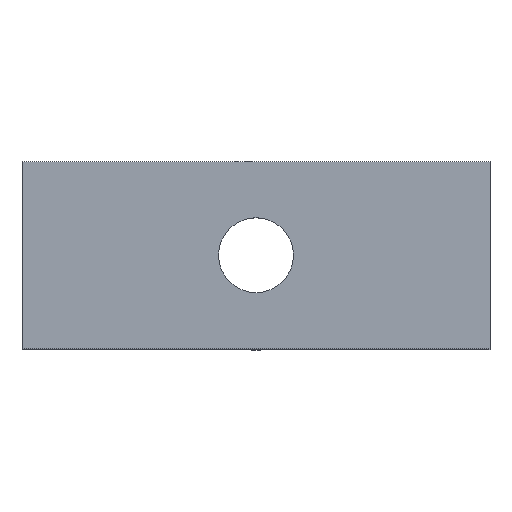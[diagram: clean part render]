
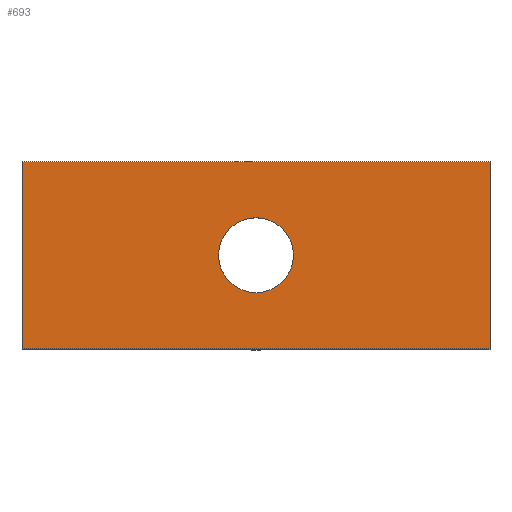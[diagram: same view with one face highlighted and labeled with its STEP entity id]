
A CAD part, top view. The second image highlights one B-rep face of the part: STEP entity #693.
In plain terms, the highlighted planar face has unit normal (0, 0, 1).
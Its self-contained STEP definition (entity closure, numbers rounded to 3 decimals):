
#18 = AXIS2_PLACEMENT_3D ( 'NONE', #120, #867, #452 ) ;
#33 = CARTESIAN_POINT ( 'NONE',  ( 0., 0., 482.4 ) ) ;
#80 = VECTOR ( 'NONE', #708, 1000. ) ;
#82 = EDGE_CURVE ( 'NONE', #173, #421, #556, .T. ) ;
#119 = CARTESIAN_POINT ( 'NONE',  ( 35.573, -20.528, 482.4 ) ) ;
#120 = CARTESIAN_POINT ( 'NONE',  ( 15.573, -20.528, 482.4 ) ) ;
#141 = EDGE_CURVE ( 'NONE', #421, #781, #368, .T. ) ;
#171 = PLANE ( 'NONE',  #293 ) ;
#173 = VERTEX_POINT ( 'NONE', #639 ) ;
#201 = DIRECTION ( 'NONE',  ( 0., 0., 1. ) ) ;
#203 = ORIENTED_EDGE ( 'NONE', *, *, #343, .F. ) ;
#210 = DIRECTION ( 'NONE',  ( 1., 0., 0. ) ) ;
#234 = VECTOR ( 'NONE', #465, 1000. ) ;
#269 = ORIENTED_EDGE ( 'NONE', *, *, #670, .T. ) ;
#293 = AXIS2_PLACEMENT_3D ( 'NONE', #33, #796, #375 ) ;
#296 = VERTEX_POINT ( 'NONE', #863 ) ;
#305 = ORIENTED_EDGE ( 'NONE', *, *, #445, .F. ) ;
#311 = FACE_OUTER_BOUND ( 'NONE', #669, .T. ) ;
#317 = EDGE_LOOP ( 'NONE', ( #203, #305 ) ) ;
#333 = EDGE_CURVE ( 'NONE', #781, #794, #391, .T. ) ;
#343 = EDGE_CURVE ( 'NONE', #798, #296, #411, .T. ) ;
#365 = CIRCLE ( 'NONE', #644, 20. ) ;
#368 = LINE ( 'NONE', #436, #425 ) ;
#375 = DIRECTION ( 'NONE',  ( 1., 0., 0. ) ) ;
#379 = FACE_BOUND ( 'NONE', #317, .T. ) ;
#391 = LINE ( 'NONE', #655, #234 ) ;
#411 = CIRCLE ( 'NONE', #18, 20. ) ;
#421 = VERTEX_POINT ( 'NONE', #673 ) ;
#425 = VECTOR ( 'NONE', #620, 1000. ) ;
#436 = CARTESIAN_POINT ( 'NONE',  ( -109.427, -70.528, 482.4 ) ) ;
#445 = EDGE_CURVE ( 'NONE', #296, #798, #365, .T. ) ;
#450 = LINE ( 'NONE', #454, #534 ) ;
#452 = DIRECTION ( 'NONE',  ( 1., 0., 0. ) ) ;
#454 = CARTESIAN_POINT ( 'NONE',  ( -109.427, 29.472, 482.4 ) ) ;
#460 = CARTESIAN_POINT ( 'NONE',  ( 140.573, 29.472, 482.4 ) ) ;
#465 = DIRECTION ( 'NONE',  ( 0., 1., 0. ) ) ;
#468 = CARTESIAN_POINT ( 'NONE',  ( 140.573, -70.528, 482.4 ) ) ;
#522 = ORIENTED_EDGE ( 'NONE', *, *, #141, .T. ) ;
#534 = VECTOR ( 'NONE', #589, 1000. ) ;
#556 = LINE ( 'NONE', #561, #80 ) ;
#561 = CARTESIAN_POINT ( 'NONE',  ( -109.427, 29.472, 482.4 ) ) ;
#589 = DIRECTION ( 'NONE',  ( -1., 0., 0. ) ) ;
#620 = DIRECTION ( 'NONE',  ( 1., 0., 0. ) ) ;
#639 = CARTESIAN_POINT ( 'NONE',  ( -109.427, 29.472, 482.4 ) ) ;
#644 = AXIS2_PLACEMENT_3D ( 'NONE', #742, #201, #210 ) ;
#655 = CARTESIAN_POINT ( 'NONE',  ( 140.573, 29.472, 482.4 ) ) ;
#669 = EDGE_LOOP ( 'NONE', ( #873, #522, #807, #269 ) ) ;
#670 = EDGE_CURVE ( 'NONE', #794, #173, #450, .T. ) ;
#673 = CARTESIAN_POINT ( 'NONE',  ( -109.427, -70.528, 482.4 ) ) ;
#693 = ADVANCED_FACE ( 'NONE', ( #379, #311 ), #171, .T. ) ;
#708 = DIRECTION ( 'NONE',  ( 0., -1., 0. ) ) ;
#742 = CARTESIAN_POINT ( 'NONE',  ( 15.573, -20.528, 482.4 ) ) ;
#781 = VERTEX_POINT ( 'NONE', #468 ) ;
#794 = VERTEX_POINT ( 'NONE', #460 ) ;
#796 = DIRECTION ( 'NONE',  ( 0., 0., 1. ) ) ;
#798 = VERTEX_POINT ( 'NONE', #119 ) ;
#807 = ORIENTED_EDGE ( 'NONE', *, *, #333, .T. ) ;
#863 = CARTESIAN_POINT ( 'NONE',  ( -4.427, -20.528, 482.4 ) ) ;
#867 = DIRECTION ( 'NONE',  ( 0., 0., 1. ) ) ;
#873 = ORIENTED_EDGE ( 'NONE', *, *, #82, .T. ) ;
